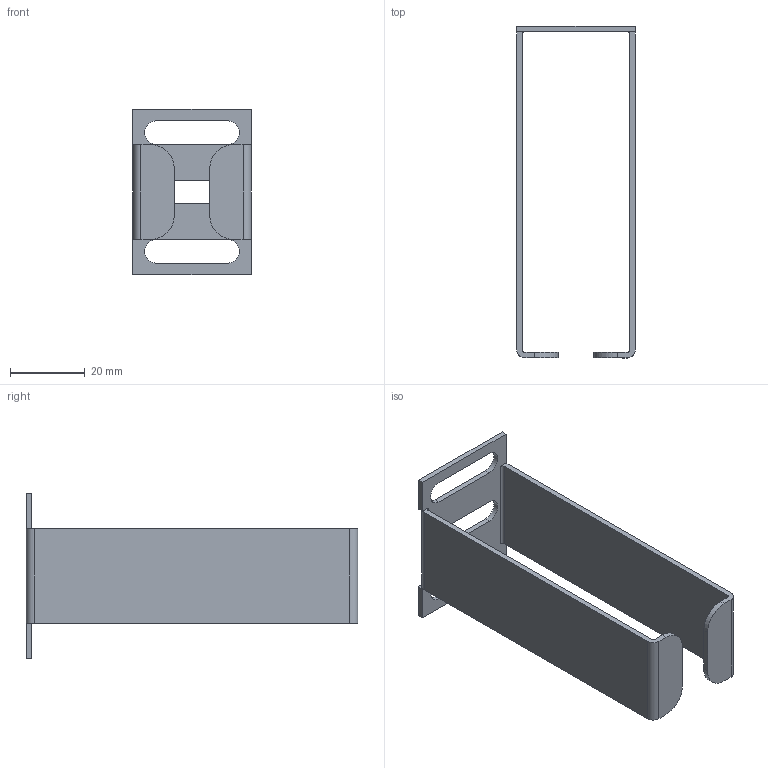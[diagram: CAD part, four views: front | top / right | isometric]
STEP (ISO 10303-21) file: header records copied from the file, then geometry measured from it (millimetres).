
FILE_DESCRIPTION (( 'STEP AP214' ), '1' );
FILE_NAME ('CMRBK1.STEP', '2020-11-05T17:12:11', ( '' ), ( '' ), 'SwSTEP 2.0', 'SolidWorks 2019', '' );
FILE_SCHEMA (( 'AUTOMOTIVE_DESIGN' ));
Length unit declared in the file: inch
Products named in the file (1): CMRBK1
Bounding box: 31.75 x 88.9 x 44.45 mm (x, y, z)
Volume: 8380.7 mm3; surface area: 12614.6 mm2
Topology: 1 solids, 1 shells, 54 faces, 148 edges, 96 vertices
Faces by surface type: plane 36, cylinder 18
Entity records: 2458 total; most frequent: CARTESIAN_POINT 299, ORIENTED_EDGE 296, DIRECTION 294, EDGE_CURVE 148, VECTOR 112, LINE 112, VERTEX_POINT 96, AXIS2_PLACEMENT_3D 91
